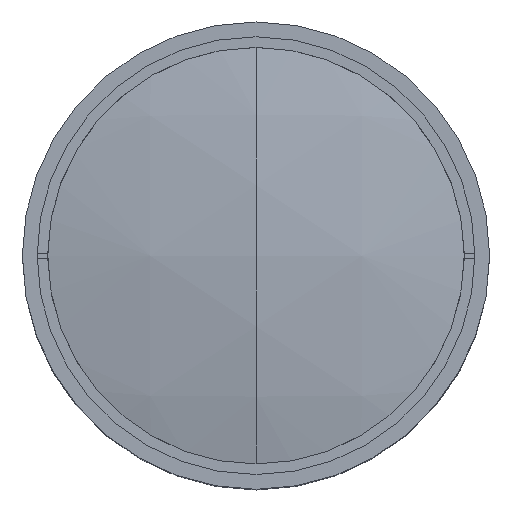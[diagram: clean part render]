
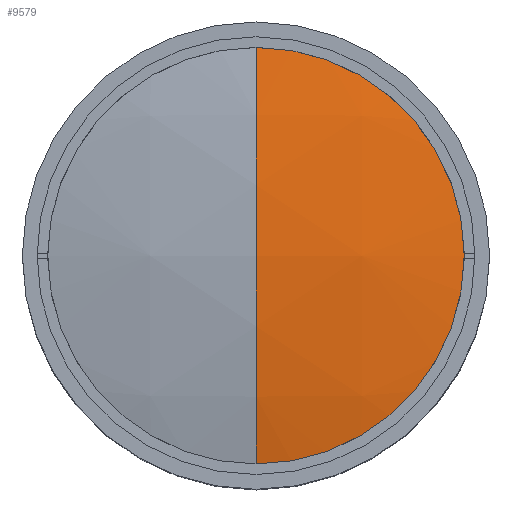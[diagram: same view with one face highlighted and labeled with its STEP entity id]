
A CAD part, top view. The second image highlights one B-rep face of the part: STEP entity #9579.
In plain terms, the highlighted spherical face has radius 299.703 mm.
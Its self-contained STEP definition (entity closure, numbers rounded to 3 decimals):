
#425 = ORIENTED_EDGE ( 'NONE', *, *, #11674, .T. ) ;
#746 = EDGE_CURVE ( 'NONE', #12223, #7663, #9828, .T. ) ;
#1153 = DIRECTION ( 'NONE',  ( -1., 0., 0. ) ) ;
#1874 = DIRECTION ( 'NONE',  ( 0., 0., -1. ) ) ;
#2343 = DIRECTION ( 'NONE',  ( 0., 0., 1. ) ) ;
#2352 = DIRECTION ( 'NONE',  ( 0., 1., 0. ) ) ;
#2433 = FACE_OUTER_BOUND ( 'NONE', #6551, .T. ) ;
#3239 = CIRCLE ( 'NONE', #12913, 62.146 ) ;
#3321 = VERTEX_POINT ( 'NONE', #3619 ) ;
#3619 = CARTESIAN_POINT ( 'NONE',  ( 0., -62.146, -6.514 ) ) ;
#3832 = CARTESIAN_POINT ( 'NONE',  ( 0., 62.146, -6.514 ) ) ;
#4152 = AXIS2_PLACEMENT_3D ( 'NONE', #8109, #5850, #12206 ) ;
#4329 = CARTESIAN_POINT ( 'NONE',  ( 0., 0., -299.703 ) ) ;
#5235 = CARTESIAN_POINT ( 'NONE',  ( 0., 0., -299.703 ) ) ;
#5605 = DIRECTION ( 'NONE',  ( 1., 0., 0. ) ) ;
#5731 = SPHERICAL_SURFACE ( 'NONE', #13001, 299.703 ) ;
#5850 = DIRECTION ( 'NONE',  ( 1., 0., 0. ) ) ;
#5891 = AXIS2_PLACEMENT_3D ( 'NONE', #9683, #11790, #12915 ) ;
#6329 = EDGE_CURVE ( 'NONE', #7663, #7449, #9509, .T. ) ;
#6540 = CARTESIAN_POINT ( 'NONE',  ( 62.146, 0., -6.514 ) ) ;
#6551 = EDGE_LOOP ( 'NONE', ( #13620, #425, #8368, #6969 ) ) ;
#6969 = ORIENTED_EDGE ( 'NONE', *, *, #6329, .F. ) ;
#7449 = VERTEX_POINT ( 'NONE', #6540 ) ;
#7663 = VERTEX_POINT ( 'NONE', #3832 ) ;
#7758 = CIRCLE ( 'NONE', #4152, 299.703 ) ;
#8109 = CARTESIAN_POINT ( 'NONE',  ( 0., 0., -299.703 ) ) ;
#8365 = CARTESIAN_POINT ( 'NONE',  ( 0., 0., -6.514 ) ) ;
#8368 = ORIENTED_EDGE ( 'NONE', *, *, #13829, .F. ) ;
#9509 = CIRCLE ( 'NONE', #5891, 62.146 ) ;
#9579 = ADVANCED_FACE ( 'NONE', ( #2433 ), #5731, .T. ) ;
#9683 = CARTESIAN_POINT ( 'NONE',  ( 0., 0., -6.514 ) ) ;
#9828 = CIRCLE ( 'NONE', #12759, 299.703 ) ;
#11674 = EDGE_CURVE ( 'NONE', #12223, #3321, #7758, .T. ) ;
#11790 = DIRECTION ( 'NONE',  ( 0., 0., -1. ) ) ;
#12206 = DIRECTION ( 'NONE',  ( 0., 1., 0. ) ) ;
#12223 = VERTEX_POINT ( 'NONE', #13663 ) ;
#12759 = AXIS2_PLACEMENT_3D ( 'NONE', #5235, #1153, #2343 ) ;
#12861 = DIRECTION ( 'NONE',  ( -1., 0., 0. ) ) ;
#12913 = AXIS2_PLACEMENT_3D ( 'NONE', #8365, #1874, #12861 ) ;
#12915 = DIRECTION ( 'NONE',  ( -1., 0., 0. ) ) ;
#13001 = AXIS2_PLACEMENT_3D ( 'NONE', #4329, #5605, #2352 ) ;
#13620 = ORIENTED_EDGE ( 'NONE', *, *, #746, .F. ) ;
#13663 = CARTESIAN_POINT ( 'NONE',  ( 0., 0., 0. ) ) ;
#13829 = EDGE_CURVE ( 'NONE', #7449, #3321, #3239, .T. ) ;
